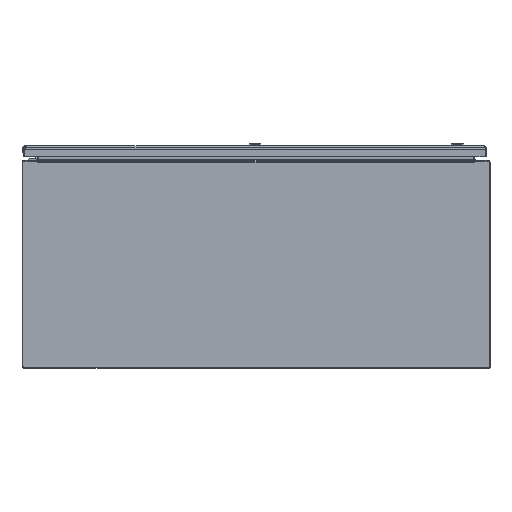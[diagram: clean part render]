
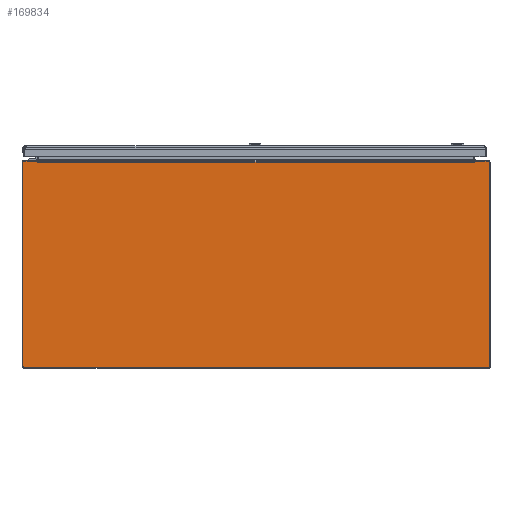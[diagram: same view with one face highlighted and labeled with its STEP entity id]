
A CAD part, front view. The second image highlights one B-rep face of the part: STEP entity #169834.
In plain terms, the highlighted planar face has unit normal (0, -1, 0).
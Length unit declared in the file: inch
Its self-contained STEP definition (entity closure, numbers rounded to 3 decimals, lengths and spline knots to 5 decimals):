
#43 = CARTESIAN_POINT ( 'NONE',  ( 16.82806, -36., 7.937 ) ) ;
#1954 = AXIS2_PLACEMENT_3D ( 'NONE', #37228, #172639, #205694 ) ;
#2190 = CIRCLE ( 'NONE', #167538, 0.08 ) ;
#2849 = CARTESIAN_POINT ( 'NONE',  ( 17.857, -36., -7.937 ) ) ;
#3025 = LINE ( 'NONE', #105316, #73559 ) ;
#6150 = ORIENTED_EDGE ( 'NONE', *, *, #168377, .T. ) ;
#7090 = CARTESIAN_POINT ( 'NONE',  ( 0., -36., 7.855 ) ) ;
#7145 = VECTOR ( 'NONE', #203754, 39.37008 ) ;
#7330 = LINE ( 'NONE', #173527, #67559 ) ;
#7879 = DIRECTION ( 'NONE',  ( 0., 1., 0. ) ) ;
#8110 = EDGE_CURVE ( 'NONE', #133737, #133876, #104570, .T. ) ;
#9923 = ORIENTED_EDGE ( 'NONE', *, *, #137714, .F. ) ;
#15316 = DIRECTION ( 'NONE',  ( 1., 0., 0. ) ) ;
#24458 = CARTESIAN_POINT ( 'NONE',  ( -17.937, -36., 0. ) ) ;
#25732 = CARTESIAN_POINT ( 'NONE',  ( -17.857, -36., 7.937 ) ) ;
#26179 = VECTOR ( 'NONE', #83207, 39.37008 ) ;
#26443 = VERTEX_POINT ( 'NONE', #175686 ) ;
#28538 = VERTEX_POINT ( 'NONE', #82022 ) ;
#29943 = ORIENTED_EDGE ( 'NONE', *, *, #77391, .F. ) ;
#33840 = VECTOR ( 'NONE', #124628, 39.37008 ) ;
#35385 = VERTEX_POINT ( 'NONE', #195602 ) ;
#37228 = CARTESIAN_POINT ( 'NONE',  ( -17.857, -36., 7.857 ) ) ;
#37800 = VERTEX_POINT ( 'NONE', #96177 ) ;
#38188 = DIRECTION ( 'NONE',  ( -0.174, 0., 0.985 ) ) ;
#39786 = DIRECTION ( 'NONE',  ( 0., 0., -1. ) ) ;
#40101 = CARTESIAN_POINT ( 'NONE',  ( -16.8136, -36., 7.855 ) ) ;
#44358 = CARTESIAN_POINT ( 'NONE',  ( 16.8136, -36., 7.855 ) ) ;
#47082 = EDGE_CURVE ( 'NONE', #133876, #162366, #2190, .T. ) ;
#47981 = CARTESIAN_POINT ( 'NONE',  ( 0., -36., 7.855 ) ) ;
#51290 = EDGE_CURVE ( 'NONE', #99275, #26443, #3025, .T. ) ;
#52448 = ORIENTED_EDGE ( 'NONE', *, *, #8110, .F. ) ;
#54333 = VECTOR ( 'NONE', #69279, 39.37008 ) ;
#54688 = CIRCLE ( 'NONE', #1954, 0.08 ) ;
#57891 = DIRECTION ( 'NONE',  ( -1., 0., 0. ) ) ;
#59842 = VECTOR ( 'NONE', #182314, 39.37008 ) ;
#63641 = DIRECTION ( 'NONE',  ( 0., 0., -1. ) ) ;
#63921 = EDGE_CURVE ( 'NONE', #37800, #124938, #198835, .T. ) ;
#67559 = VECTOR ( 'NONE', #57891, 39.37008 ) ;
#69279 = DIRECTION ( 'NONE',  ( -0.174, 0., -0.985 ) ) ;
#69341 = EDGE_CURVE ( 'NONE', #201020, #37800, #7330, .T. ) ;
#71445 = LINE ( 'NONE', #43, #54333 ) ;
#72075 = VERTEX_POINT ( 'NONE', #25732 ) ;
#72139 = EDGE_CURVE ( 'NONE', #124938, #99275, #157857, .T. ) ;
#73559 = VECTOR ( 'NONE', #38188, 39.37008 ) ;
#75576 = ORIENTED_EDGE ( 'NONE', *, *, #63921, .T. ) ;
#77391 = EDGE_CURVE ( 'NONE', #35385, #80959, #179600, .T. ) ;
#79226 = EDGE_CURVE ( 'NONE', #186947, #88585, #154074, .T. ) ;
#80151 = CARTESIAN_POINT ( 'NONE',  ( -17.857, -36., -7.857 ) ) ;
#80959 = VERTEX_POINT ( 'NONE', #205404 ) ;
#82022 = CARTESIAN_POINT ( 'NONE',  ( 17.937, -36., -7.857 ) ) ;
#83207 = DIRECTION ( 'NONE',  ( 0., 0., -1. ) ) ;
#88585 = VERTEX_POINT ( 'NONE', #187956 ) ;
#96177 = CARTESIAN_POINT ( 'NONE',  ( 16.798, -36., 7.855 ) ) ;
#98761 = ORIENTED_EDGE ( 'NONE', *, *, #72139, .T. ) ;
#99275 = VERTEX_POINT ( 'NONE', #40101 ) ;
#99714 = LINE ( 'NONE', #166898, #26179 ) ;
#100352 = ORIENTED_EDGE ( 'NONE', *, *, #120443, .F. ) ;
#104570 = LINE ( 'NONE', #190446, #7145 ) ;
#105316 = CARTESIAN_POINT ( 'NONE',  ( -16.8136, -36., 7.855 ) ) ;
#108047 = ORIENTED_EDGE ( 'NONE', *, *, #124851, .F. ) ;
#108931 = CIRCLE ( 'NONE', #189861, 0.08 ) ;
#109569 = ORIENTED_EDGE ( 'NONE', *, *, #207776, .F. ) ;
#110485 = CARTESIAN_POINT ( 'NONE',  ( 17.857, -36., 7.937 ) ) ;
#113907 = VECTOR ( 'NONE', #161120, 39.37008 ) ;
#114264 = DIRECTION ( 'NONE',  ( 0., 1., 0. ) ) ;
#119816 = ORIENTED_EDGE ( 'NONE', *, *, #69341, .T. ) ;
#119840 = LINE ( 'NONE', #133111, #215737 ) ;
#120443 = EDGE_CURVE ( 'NONE', #28538, #186947, #207717, .T. ) ;
#122771 = FACE_OUTER_BOUND ( 'NONE', #133717, .T. ) ;
#124628 = DIRECTION ( 'NONE',  ( 0., 0., 1. ) ) ;
#124851 = EDGE_CURVE ( 'NONE', #72075, #26443, #119840, .T. ) ;
#124938 = VERTEX_POINT ( 'NONE', #195675 ) ;
#126037 = PLANE ( 'NONE',  #177717 ) ;
#132103 = EDGE_CURVE ( 'NONE', #88585, #35385, #108931, .T. ) ;
#133111 = CARTESIAN_POINT ( 'NONE',  ( 0., -36., 7.937 ) ) ;
#133717 = EDGE_LOOP ( 'NONE', ( #108047, #9923, #29943, #133739, #147390, #100352, #109569, #165665, #52448, #6150, #119816, #75576, #98761, #162600 ) ) ;
#133737 = VERTEX_POINT ( 'NONE', #174407 ) ;
#133739 = ORIENTED_EDGE ( 'NONE', *, *, #132103, .F. ) ;
#133876 = VERTEX_POINT ( 'NONE', #110485 ) ;
#136171 = VECTOR ( 'NONE', #172788, 39.37008 ) ;
#137714 = EDGE_CURVE ( 'NONE', #80959, #72075, #54688, .T. ) ;
#139279 = DIRECTION ( 'NONE',  ( 0., -1., 0. ) ) ;
#143242 = CARTESIAN_POINT ( 'NONE',  ( 17.857, -36., -7.857 ) ) ;
#147390 = ORIENTED_EDGE ( 'NONE', *, *, #79226, .F. ) ;
#154074 = LINE ( 'NONE', #188211, #136171 ) ;
#157857 = LINE ( 'NONE', #7090, #113907 ) ;
#161120 = DIRECTION ( 'NONE',  ( -1., 0., 0. ) ) ;
#162366 = VERTEX_POINT ( 'NONE', #180922 ) ;
#162600 = ORIENTED_EDGE ( 'NONE', *, *, #51290, .T. ) ;
#165665 = ORIENTED_EDGE ( 'NONE', *, *, #47082, .F. ) ;
#166898 = CARTESIAN_POINT ( 'NONE',  ( 17.937, -36., 0. ) ) ;
#167538 = AXIS2_PLACEMENT_3D ( 'NONE', #216665, #170315, #202303 ) ;
#168377 = EDGE_CURVE ( 'NONE', #133737, #201020, #71445, .T. ) ;
#169834 = ADVANCED_FACE ( 'NONE', ( #122771 ), #126037, .T. ) ;
#170315 = DIRECTION ( 'NONE',  ( 0., 1., 0. ) ) ;
#172639 = DIRECTION ( 'NONE',  ( 0., 1., 0. ) ) ;
#172788 = DIRECTION ( 'NONE',  ( -1., 0., 0. ) ) ;
#173527 = CARTESIAN_POINT ( 'NONE',  ( 16.80579, -36., 7.855 ) ) ;
#174407 = CARTESIAN_POINT ( 'NONE',  ( 16.82806, -36., 7.937 ) ) ;
#175686 = CARTESIAN_POINT ( 'NONE',  ( -16.82806, -36., 7.937 ) ) ;
#177717 = AXIS2_PLACEMENT_3D ( 'NONE', #207566, #139279, #189910 ) ;
#179600 = LINE ( 'NONE', #24458, #33840 ) ;
#180922 = CARTESIAN_POINT ( 'NONE',  ( 17.937, -36., 7.857 ) ) ;
#182314 = DIRECTION ( 'NONE',  ( -1., 0., 0. ) ) ;
#186947 = VERTEX_POINT ( 'NONE', #2849 ) ;
#187956 = CARTESIAN_POINT ( 'NONE',  ( -17.857, -36., -7.937 ) ) ;
#188211 = CARTESIAN_POINT ( 'NONE',  ( 0., -36., -7.937 ) ) ;
#189861 = AXIS2_PLACEMENT_3D ( 'NONE', #80151, #114264, #63641 ) ;
#189910 = DIRECTION ( 'NONE',  ( 0., 0., -1. ) ) ;
#190446 = CARTESIAN_POINT ( 'NONE',  ( 0., -36., 7.937 ) ) ;
#195602 = CARTESIAN_POINT ( 'NONE',  ( -17.937, -36., -7.857 ) ) ;
#195675 = CARTESIAN_POINT ( 'NONE',  ( -16.798, -36., 7.855 ) ) ;
#197121 = AXIS2_PLACEMENT_3D ( 'NONE', #143242, #7879, #39786 ) ;
#198835 = LINE ( 'NONE', #47981, #59842 ) ;
#201020 = VERTEX_POINT ( 'NONE', #44358 ) ;
#202303 = DIRECTION ( 'NONE',  ( 0., 0., -1. ) ) ;
#203754 = DIRECTION ( 'NONE',  ( 1., 0., 0. ) ) ;
#205404 = CARTESIAN_POINT ( 'NONE',  ( -17.937, -36., 7.857 ) ) ;
#205694 = DIRECTION ( 'NONE',  ( 0., 0., -1. ) ) ;
#207566 = CARTESIAN_POINT ( 'NONE',  ( 0., -36., 0. ) ) ;
#207717 = CIRCLE ( 'NONE', #197121, 0.08 ) ;
#207776 = EDGE_CURVE ( 'NONE', #162366, #28538, #99714, .T. ) ;
#215737 = VECTOR ( 'NONE', #15316, 39.37008 ) ;
#216665 = CARTESIAN_POINT ( 'NONE',  ( 17.857, -36., 7.857 ) ) ;
